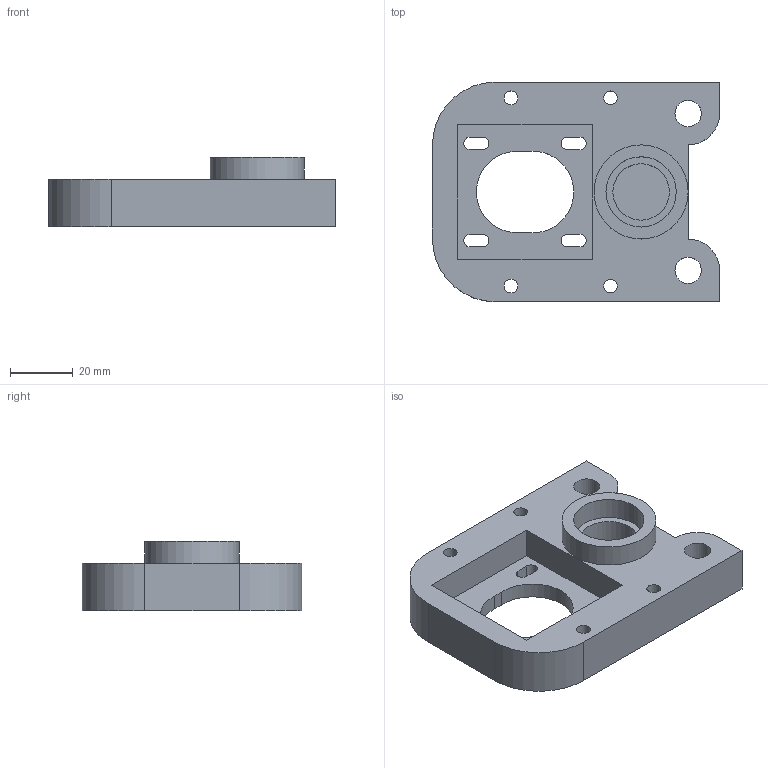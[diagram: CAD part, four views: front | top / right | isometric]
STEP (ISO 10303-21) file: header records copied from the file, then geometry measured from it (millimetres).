
FILE_DESCRIPTION(('FreeCAD Model'),'2;1');
FILE_NAME('z_motor_holder.step','2015-03-10T21:02:08',('Author'),(''), 'Open CASCADE STEP processor 6.7','FreeCAD','Unknown');
FILE_SCHEMA(('AUTOMOTIVE_DESIGN_CC2 { 1 2 10303 214 -1 1 5 4 }'));
Length unit declared in the file: millimetre
Products named in the file (1): z_motor_holder001
Bounding box: 91.5 x 70 x 22 mm (x, y, z)
Volume: 62249 mm3; surface area: 21144.9 mm2
Topology: 1 solids, 1 shells, 59 faces, 164 edges, 112 vertices
Faces by surface type: plane 34, cylinder 25
Full cylindrical faces by diameter (mm): 4.4 x4, 8.4 x2, 16 x1, 18 x1, 22.4 x2, 30 x1
Entity records: 4719 total; most frequent: CARTESIAN_POINT 1446, DIRECTION 580, ORIENTED_EDGE 328, PCURVE 328, DEFINITIONAL_REPRESENTATION 328, LINE 280, VECTOR 280, EDGE_CURVE 164
